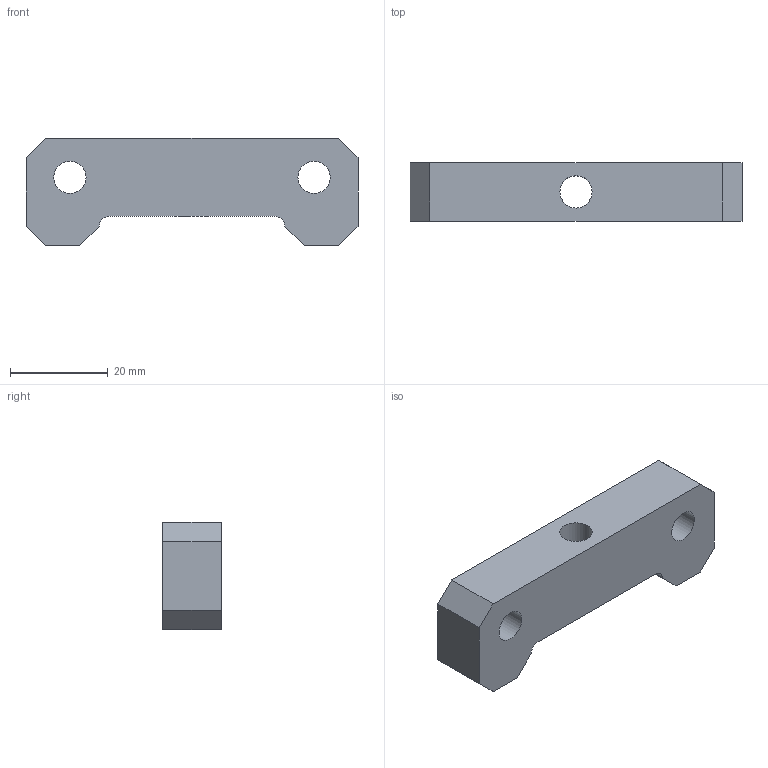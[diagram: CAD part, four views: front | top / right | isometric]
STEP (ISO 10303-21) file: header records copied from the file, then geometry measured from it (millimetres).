
FILE_DESCRIPTION(/* description */ (''),/* implementation_level */ '2;1');
FILE_NAME(/* name */ 'FAB-OX022-PiezoPusher-Pusher-Base.stp',/* time_stamp */ '2020-02-10T11:59:42+00:00',/* author */ ('whgu0532'),/* organization */ (''),/* preprocessor_version */ 'ST-DEVELOPER v18',/* originating_system */ 'Autodesk Inventor 2020',/* authorisation */ '');
FILE_SCHEMA (('AUTOMOTIVE_DESIGN { 1 0 10303 214 3 1 1 }'));
Length unit declared in the file: millimetre
Products named in the file (1): FAB-OX022-PiezoPusher-Pusher-Base
Bounding box: 68 x 12 x 22 mm (x, y, z)
Volume: 12465 mm3; surface area: 5370.2 mm2
Topology: 1 solids, 1 shells, 23 faces, 64 edges, 45 vertices
Faces by surface type: plane 16, cylinder 7
Full cylindrical faces by diameter (mm): 6.6 x3, 11 x2
Entity records: 808 total; most frequent: DIRECTION 133, CARTESIAN_POINT 133, ORIENTED_EDGE 128, EDGE_CURVE 64, VERTEX_POINT 45, AXIS2_PLACEMENT_3D 45, LINE 43, VECTOR 43
